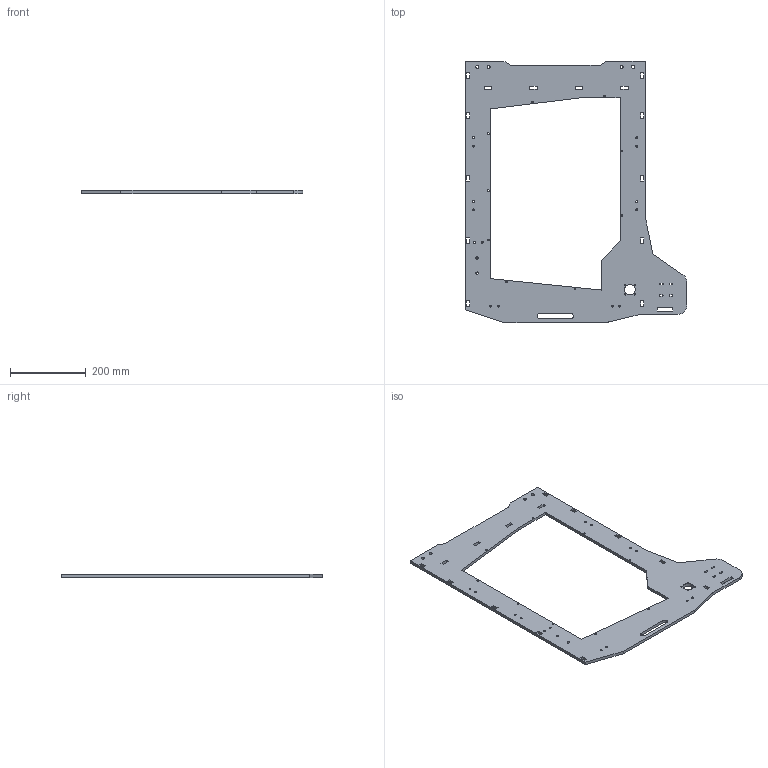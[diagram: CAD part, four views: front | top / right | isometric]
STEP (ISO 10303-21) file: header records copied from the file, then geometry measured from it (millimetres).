
FILE_DESCRIPTION (( 'STEP AP214' ), '1' );
FILE_NAME ('left panel.STEP', '2019-07-07T22:48:31', ( '' ), ( '' ), 'SwSTEP 2.0', 'SolidWorks 2018', '' );
FILE_SCHEMA (( 'AUTOMOTIVE_DESIGN' ));
Length unit declared in the file: millimetre
Products named in the file (1): left panel
Bounding box: 584.3 x 688.34 x 8 mm (x, y, z)
Volume: 1366525.2 mm3; surface area: 387754.7 mm2
Topology: 1 solids, 1 shells, 178 faces, 528 edges, 352 vertices
Faces by surface type: plane 93, cylinder 85
Entity records: 7829 total; most frequent: CARTESIAN_POINT 1059, ORIENTED_EDGE 1056, DIRECTION 1056, EDGE_CURVE 528, VECTOR 358, LINE 358, VERTEX_POINT 352, AXIS2_PLACEMENT_3D 349
